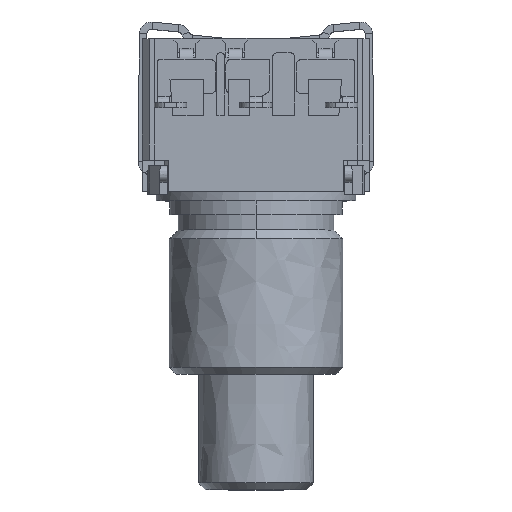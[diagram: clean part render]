
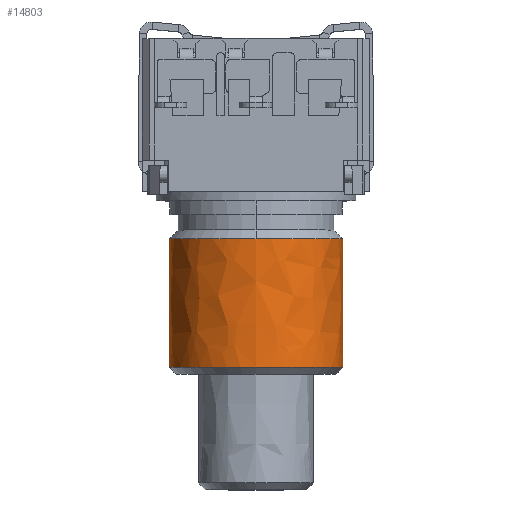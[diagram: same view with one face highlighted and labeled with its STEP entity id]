
A CAD part, top view. The second image highlights one B-rep face of the part: STEP entity #14803.
In plain terms, the highlighted free-form (B-spline) face has degree [3, 3] with [7, 4] control points.
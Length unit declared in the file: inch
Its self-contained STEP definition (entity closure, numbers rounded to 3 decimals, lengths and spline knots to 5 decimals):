
#2806=CARTESIAN_POINT('',(0.,-0.607,0.));
#2807=DIRECTION('',(0.,-1.,0.));
#2808=DIRECTION('',(1.,0.,0.));
#2809=AXIS2_PLACEMENT_3D('',#2806,#2807,#2808);
#2852=CARTESIAN_POINT('',(0.,-0.329,0.));
#2853=DIRECTION('',(0.,1.,0.));
#2854=DIRECTION('',(-1.,0.,0.));
#2855=AXIS2_PLACEMENT_3D('',#2852,#2853,#2854);
#2868=CARTESIAN_POINT('',(0.,-0.329,0.));
#2869=DIRECTION('',(0.,1.,0.));
#2870=DIRECTION('',(0.,0.,1.));
#2871=AXIS2_PLACEMENT_3D('',#2868,#2869,#2870);
#2890=DIRECTION('',(0.,-1.,0.));
#2891=VECTOR('',#2890,0.278);
#2892=CARTESIAN_POINT('',(0.1875,-0.329,0.));
#2893=LINE('',#2892,#2891);
#2897=DIRECTION('',(0.,-1.,0.));
#2898=VECTOR('',#2897,0.278);
#2899=CARTESIAN_POINT('',(-0.1875,-0.329,0.));
#2900=LINE('',#2899,#2898);
#10944=CARTESIAN_POINT('',(0.1875,-0.607,0.));
#10945=CARTESIAN_POINT('',(-0.1875,-0.607,0.));
#10946=VERTEX_POINT('',#10944);
#10947=VERTEX_POINT('',#10945);
#10973=CARTESIAN_POINT('',(-0.1875,-0.329,0.));
#10975=VERTEX_POINT('',#10973);
#10976=CARTESIAN_POINT('',(0.1875,-0.329,0.));
#10977=VERTEX_POINT('',#10976);
#10978=CARTESIAN_POINT('',(0.,-0.329,0.1875));
#10979=VERTEX_POINT('',#10978);
#14767=CARTESIAN_POINT('',(-0.18713,-0.61256,-0.01177));
#14768=CARTESIAN_POINT('',(-0.18713,-0.51619,
-0.01177));
#14769=CARTESIAN_POINT('',(-0.18713,-0.41981,
-0.01177));
#14770=CARTESIAN_POINT('',(-0.18713,-0.32344,-0.01177));
#14771=CARTESIAN_POINT('',(-0.19438,-0.61256,0.10339));
#14772=CARTESIAN_POINT('',(-0.19438,-0.51619,
0.10339));
#14773=CARTESIAN_POINT('',(-0.19438,-0.41981,
0.10339));
#14774=CARTESIAN_POINT('',(-0.19438,-0.32344,0.10339));
#14775=CARTESIAN_POINT('',(-0.11539,-0.61256,0.1875));
#14776=CARTESIAN_POINT('',(-0.11539,-0.51619,0.1875));
#14777=CARTESIAN_POINT('',(-0.11539,-0.41981,0.1875));
#14778=CARTESIAN_POINT('',(-0.11539,-0.32344,0.1875));
#14779=CARTESIAN_POINT('',(0.,-0.61256,0.1875));
#14780=CARTESIAN_POINT('',(0.,-0.51619,0.1875));
#14781=CARTESIAN_POINT('',(0.,-0.41981,0.1875));
#14782=CARTESIAN_POINT('',(0.,-0.32344,0.1875));
#14783=CARTESIAN_POINT('',(0.11539,-0.61256,0.1875));
#14784=CARTESIAN_POINT('',(0.11539,-0.51619,0.1875));
#14785=CARTESIAN_POINT('',(0.11539,-0.41981,0.1875));
#14786=CARTESIAN_POINT('',(0.11539,-0.32344,0.1875));
#14787=CARTESIAN_POINT('',(0.19438,-0.61256,0.10339));
#14788=CARTESIAN_POINT('',(0.19438,-0.51619,
0.10339));
#14789=CARTESIAN_POINT('',(0.19438,-0.41981,
0.10339));
#14790=CARTESIAN_POINT('',(0.19438,-0.32344,0.10339));
#14791=CARTESIAN_POINT('',(0.18713,-0.61256,-0.01177));
#14792=CARTESIAN_POINT('',(0.18713,-0.51619,
-0.01177));
#14793=CARTESIAN_POINT('',(0.18713,-0.41981,
-0.01177));
#14794=CARTESIAN_POINT('',(0.18713,-0.32344,-0.01177));
#14795=(BOUNDED_SURFACE()B_SPLINE_SURFACE(3,3,((#14767,#14768,#14769,#14770),(
#14771,#14772,#14773,#14774),(#14775,#14776,#14777,#14778),(#14779,#14780,
#14781,#14782),(#14783,#14784,#14785,#14786),(#14787,#14788,#14789,#14790),(
#14791,#14792,#14793,#14794)),.UNSPECIFIED.,.F.,.F.,.F.)B_SPLINE_SURFACE_WITH_KNOTS((4,3,4),(4,4),(0.,1.,2.),(0.03294,0.32206),.UNSPECIFIED.)GEOMETRIC_REPRESENTATION_ITEM()RATIONAL_B_SPLINE_SURFACE(((1.187,
1.187,1.187,1.187),(0.938,
0.938,0.938,0.938),(0.938,
0.938,0.938,0.938),(1.187,
1.187,1.187,1.187),(0.938,
0.938,0.938,0.938),(0.938,
0.938,0.938,0.938),(1.187,
1.187,1.187,1.187)))REPRESENTATION_ITEM('')SURFACE());
#14796=ORIENTED_EDGE('',*,*,#14723,.T.);
#14797=ORIENTED_EDGE('',*,*,#14758,.T.);
#14798=ORIENTED_EDGE('',*,*,#14680,.T.);
#14799=ORIENTED_EDGE('',*,*,#14602,.T.);
#14800=ORIENTED_EDGE('',*,*,#14677,.F.);
#14801=EDGE_LOOP('',(#14796,#14797,#14798,#14799,#14800));
#14802=FACE_OUTER_BOUND('',#14801,.F.);
#14803=ADVANCED_FACE('',(#14802),#14795,.T.);
#2810=CIRCLE('',#2809,0.1875);
#2856=CIRCLE('',#2855,0.1875);
#2872=CIRCLE('',#2871,0.1875);
#14602=EDGE_CURVE('',#10946,#10947,#2810,.T.);
#14677=EDGE_CURVE('',#10975,#10947,#2900,.T.);
#14680=EDGE_CURVE('',#10977,#10946,#2893,.T.);
#14723=EDGE_CURVE('',#10975,#10979,#2856,.T.);
#14758=EDGE_CURVE('',#10979,#10977,#2872,.T.);
